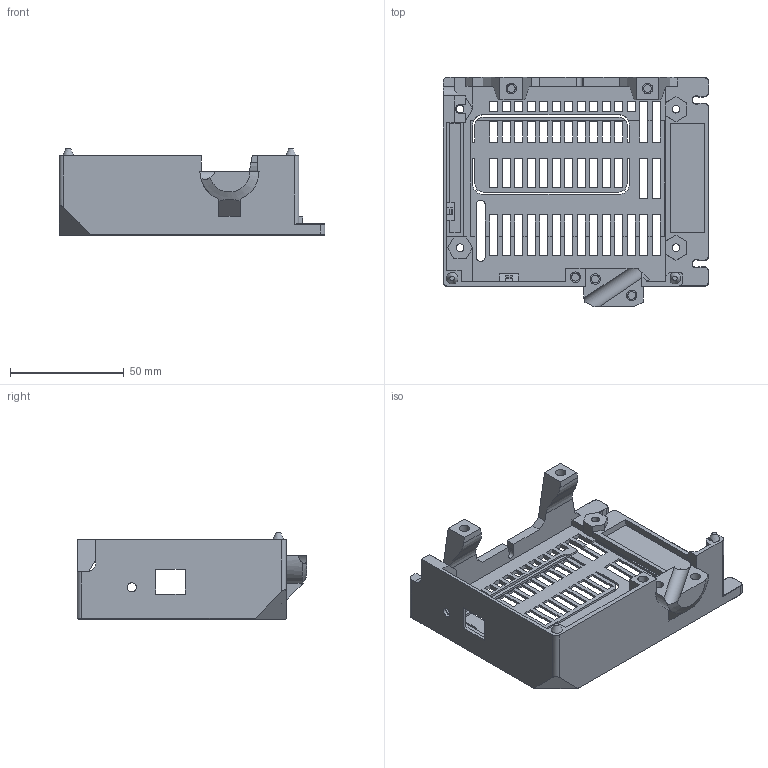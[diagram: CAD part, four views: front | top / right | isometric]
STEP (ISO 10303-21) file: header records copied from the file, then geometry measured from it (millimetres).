
FILE_DESCRIPTION(/* description */ (''),/* implementation_level */ '2;1');
FILE_NAME(/* name */ 'mcu_base_einsy.step',/* time_stamp */ '2025-07-28T12:39:51+02:00',/* author */ (''),/* organization */ (''),/* preprocessor_version */ 'ST-DEVELOPER v20.1',/* originating_system */ 'Autodesk Translation Framework v14.10.0.0',/* authorisation */ '');
FILE_SCHEMA (('AUTOMOTIVE_DESIGN { 1 0 10303 214 3 1 1 }'));
Length unit declared in the file: millimetre
Products named in the file (1): mcu_base_einsy
Bounding box: 117 x 101 x 38 mm (x, y, z)
Volume: 45320 mm3; surface area: 40278.2 mm2
Topology: 1 solids, 1 shells, 535 faces, 1564 edges, 1025 vertices
Faces by surface type: plane 446, cylinder 54, cone 29, torus 3, bspline 3
Full cylindrical faces by diameter (mm): 3.4 x9, 4 x1, 4.6 x9
Entity records: 17972 total; most frequent: CARTESIAN_POINT 3454, ORIENTED_EDGE 3128, DIRECTION 2755, EDGE_CURVE 1564, LINE 1373, VECTOR 1373, VERTEX_POINT 1025, AXIS2_PLACEMENT_3D 691
